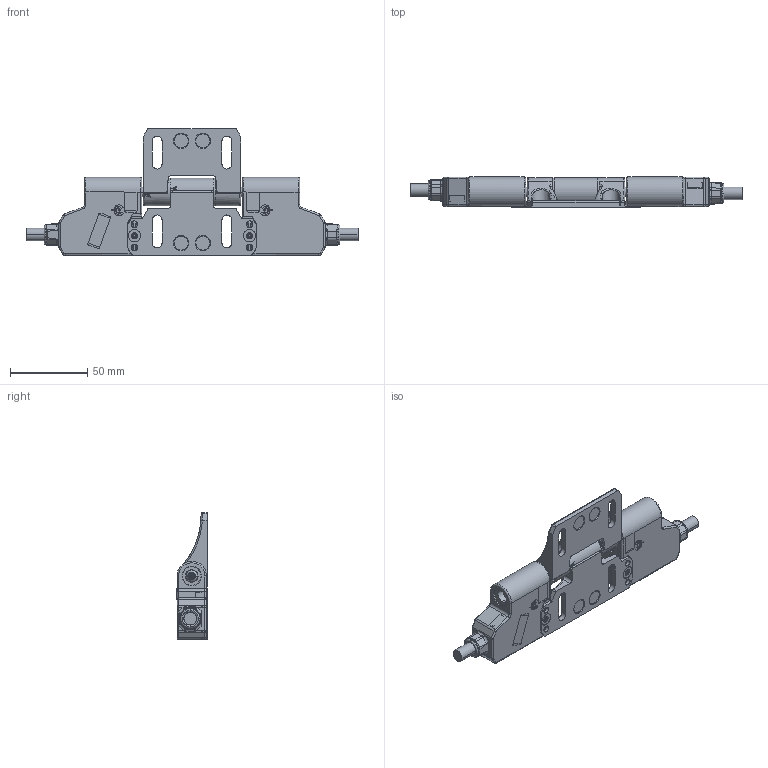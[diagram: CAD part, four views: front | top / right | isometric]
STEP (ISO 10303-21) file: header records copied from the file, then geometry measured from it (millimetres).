
FILE_DESCRIPTION((''),'2;1');
FILE_NAME('210921_ASM','2019-03-15T09:30:15',('pdmadmin'),('BANNER ENGINEERING'),'CREO PARAMETRIC BY PTC INC, 2018300','CREO PARAMETRIC BY PTC INC, 2018300','');
FILE_SCHEMA(('CONFIG_CONTROL_DESIGN'));
Products named in the file (4): 807129_PART_1; 807129_PART_2; 807129_ASM; 210921_ASM
Assembly tree (3 placements, depth 3):
  210921_ASM
    807129_ASM
      807129_PART_1
      807129_PART_2
Bounding box: 214.4 x 19.7 x 82 mm (x, y, z)
Volume: 88369.1 mm3; surface area: 60750.7 mm2
Topology: 2 solids, 2 shells, 3910 faces, 10157 edges, 6271 vertices
Faces by surface type: plane 1658, cylinder 1392, bspline 340, torus 284, sphere 120, cone 116
Entity records: 132687 total; most frequent: CARTESIAN_POINT 38690, ORIENTED_EDGE 20030, DIRECTION 19408, EDGE_CURVE 10015, AXIS2_PLACEMENT_3D 7063, VERTEX_POINT 6271, VECTOR 5282, LINE 5282
